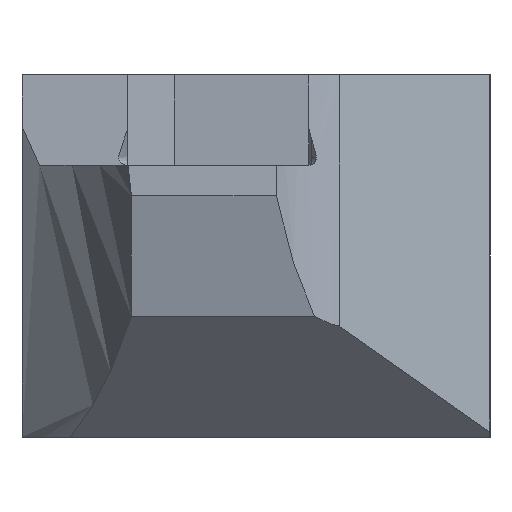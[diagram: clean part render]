
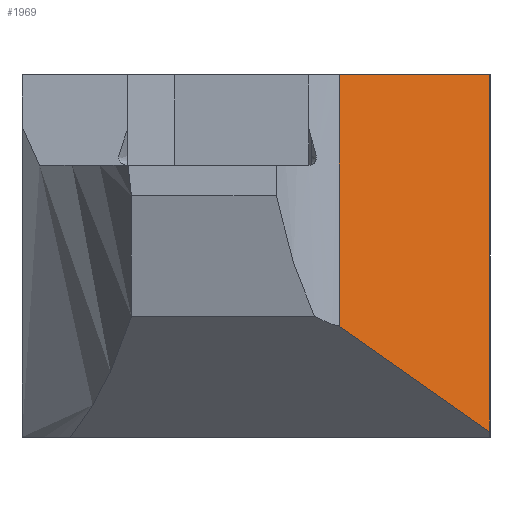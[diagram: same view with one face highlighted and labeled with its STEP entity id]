
A CAD part, left-side view. The second image highlights one B-rep face of the part: STEP entity #1969.
In plain terms, the highlighted planar face has unit normal (-0.819, -0.574, 0).
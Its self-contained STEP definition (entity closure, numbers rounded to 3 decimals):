
#1 = DIRECTION ( 'NONE',  ( -0.574, 0.819, 0. ) ) ;
#18 = CARTESIAN_POINT ( 'NONE',  ( 1.4, 5., -12. ) ) ;
#20 = VECTOR ( 'NONE', #1569, 1000. ) ;
#52 = EDGE_CURVE ( 'NONE', #706, #2245, #1855, .T. ) ;
#251 = LINE ( 'NONE', #1972, #291 ) ;
#291 = VECTOR ( 'NONE', #375, 1000. ) ;
#356 = PLANE ( 'NONE',  #2211 ) ;
#375 = DIRECTION ( 'NONE',  ( 0.498, -0.711, -0.498 ) ) ;
#389 = EDGE_LOOP ( 'NONE', ( #2269, #1503, #2268, #2221 ) ) ;
#528 = DIRECTION ( 'NONE',  ( -0.574, 0.819, 0. ) ) ;
#554 = FACE_OUTER_BOUND ( 'NONE', #389, .T. ) ;
#706 = VERTEX_POINT ( 'NONE', #1373 ) ;
#712 = VERTEX_POINT ( 'NONE', #861 ) ;
#843 = VECTOR ( 'NONE', #528, 1000. ) ;
#861 = CARTESIAN_POINT ( 'NONE',  ( 1.4, 5., -8.328 ) ) ;
#874 = VERTEX_POINT ( 'NONE', #1710 ) ;
#969 = DIRECTION ( 'NONE',  ( 0.819, 0.574, 0. ) ) ;
#984 = LINE ( 'NONE', #2259, #1051 ) ;
#1004 = EDGE_CURVE ( 'NONE', #712, #874, #251, .T. ) ;
#1051 = VECTOR ( 'NONE', #2117, 1000. ) ;
#1201 = LINE ( 'NONE', #1590, #20 ) ;
#1373 = CARTESIAN_POINT ( 'NONE',  ( 4.901, 0., 0. ) ) ;
#1424 = CARTESIAN_POINT ( 'NONE',  ( 1.4, 5., 0. ) ) ;
#1482 = EDGE_CURVE ( 'NONE', #712, #2245, #1201, .T. ) ;
#1503 = ORIENTED_EDGE ( 'NONE', *, *, #1004, .T. ) ;
#1569 = DIRECTION ( 'NONE',  ( 0., 0., 1. ) ) ;
#1590 = CARTESIAN_POINT ( 'NONE',  ( 1.4, 5., -12. ) ) ;
#1710 = CARTESIAN_POINT ( 'NONE',  ( 4.901, 0., -11.829 ) ) ;
#1855 = LINE ( 'NONE', #1424, #843 ) ;
#1969 = ADVANCED_FACE ( 'NONE', ( #554 ), #356, .F. ) ;
#1972 = CARTESIAN_POINT ( 'NONE',  ( 2.309, 3.702, -9.237 ) ) ;
#2055 = CARTESIAN_POINT ( 'NONE',  ( 1.4, 5., 0. ) ) ;
#2117 = DIRECTION ( 'NONE',  ( 0., 0., 1. ) ) ;
#2211 = AXIS2_PLACEMENT_3D ( 'NONE', #18, #969, #1 ) ;
#2221 = ORIENTED_EDGE ( 'NONE', *, *, #52, .T. ) ;
#2245 = VERTEX_POINT ( 'NONE', #2055 ) ;
#2259 = CARTESIAN_POINT ( 'NONE',  ( 4.901, 0., -12. ) ) ;
#2268 = ORIENTED_EDGE ( 'NONE', *, *, #2271, .T. ) ;
#2269 = ORIENTED_EDGE ( 'NONE', *, *, #1482, .F. ) ;
#2271 = EDGE_CURVE ( 'NONE', #874, #706, #984, .T. ) ;
